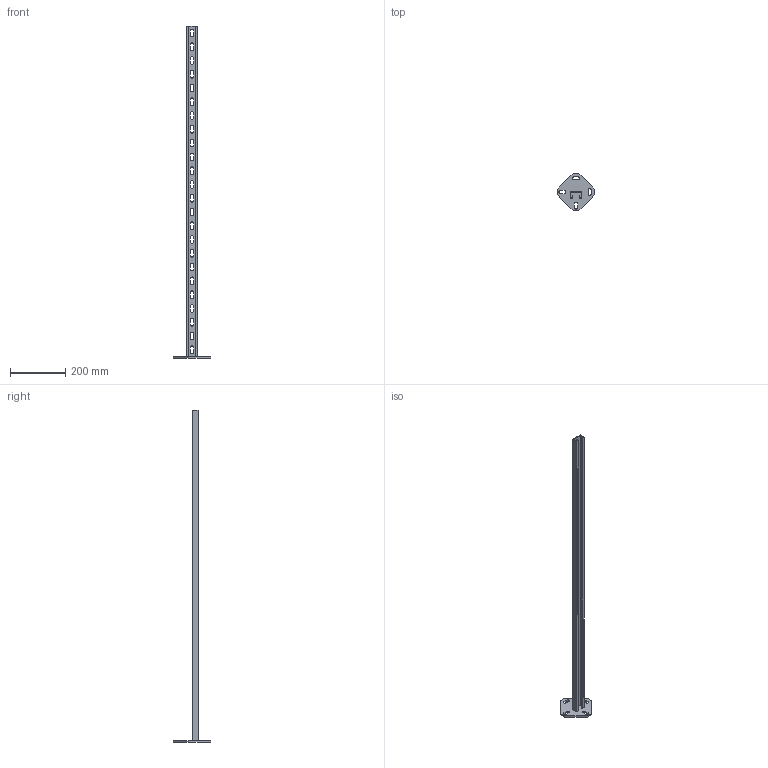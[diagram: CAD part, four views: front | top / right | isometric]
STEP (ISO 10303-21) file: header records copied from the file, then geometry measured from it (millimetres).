
FILE_DESCRIPTION (( 'STEP AP214' ), '1' );
FILE_NAME ('6342770.STEP', '2019-12-02T10:45:39', ( '' ), ( '' ), 'SwSTEP 2.0', 'SolidWorks 2018', '' );
FILE_SCHEMA (( 'AUTOMOTIVE_DESIGN' ));
Length unit declared in the file: millimetre
Products named in the file (3): 055764_H=17; 011035_L=2000; 6342770
Assembly tree (2 placements, depth 2):
  6342770
    055764_H=17
    011035_L=2000
Bounding box: 134.35 x 134.35 x 1205 mm (x, y, z)
Volume: 281272.3 mm3; surface area: 261249.3 mm2
Topology: 2 solids, 2 shells, 178 faces, 522 edges, 348 vertices
Faces by surface type: plane 96, cylinder 82
Entity records: 6172 total; most frequent: CARTESIAN_POINT 1053, DIRECTION 1052, ORIENTED_EDGE 1044, EDGE_CURVE 522, VECTOR 358, LINE 358, VERTEX_POINT 348, AXIS2_PLACEMENT_3D 347
